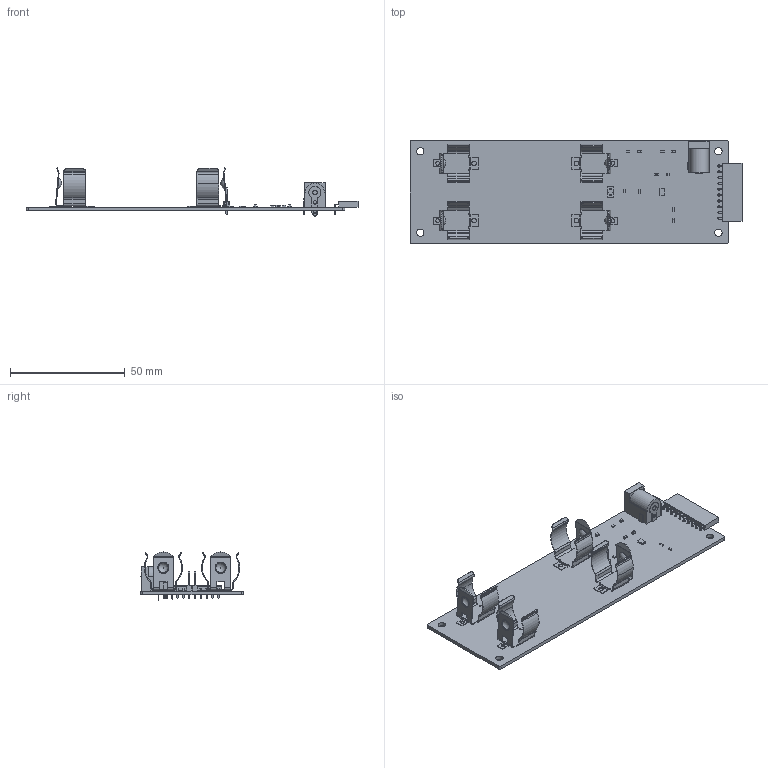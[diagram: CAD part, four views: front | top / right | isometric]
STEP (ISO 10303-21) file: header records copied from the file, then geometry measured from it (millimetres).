
FILE_DESCRIPTION(('KiCad electronic assembly'),'2;1');
FILE_NAME('newbatt.step','2024-11-01T18:06:32',('Pcbnew'),('Kicad'), 'Open CASCADE STEP processor 7.8','KiCad to STEP converter','Unknown' );
FILE_SCHEMA(('AUTOMOTIVE_DESIGN { 1 0 10303 214 1 1 1 1 }'));
Length unit declared in the file: millimetre
Products named in the file (18): newbatt 1; R_0603_1608Metric; Keystone254TR; 254TR; LED_0603_1608Metric; C_0603_1608Metric; PinSocket_1x10_P2.54mm_Horizontal; PinSocket_1x10_P254mm_Horizontal; BarrelJack_Horizontal; BQ24210; DQC0010A_ASM; PinHeader_1x02_P2.54mm_Vertical; PinHeader_1x02_P254mm_Vertical; _autosave-newbatt_PCB
Assembly tree (27 placements, depth 3):
  newbatt 1
    R_0603_1608Metric  x6
      R_0603_1608Metric
    Keystone254TR  x4
      254TR
    LED_0603_1608Metric  x2
      LED_0603_1608Metric
    C_0603_1608Metric  x2
      C_0603_1608Metric
    PinSocket_1x10_P2.54mm_Horizontal
      PinSocket_1x10_P254mm_Horizontal
    BarrelJack_Horizontal
      BarrelJack_Horizontal
    BQ24210
      DQC0010A_ASM
    PinHeader_1x02_P2.54mm_Vertical
      PinHeader_1x02_P254mm_Vertical
    _autosave-newbatt_PCB
Bounding box: 144.78 x 45 x 21.05 mm (x, y, z)
Volume: 11951.7 mm3; surface area: 20888.7 mm2
Topology: 34 solids, 34 shells, 1549 faces, 3817 edges, 2363 vertices
Faces by surface type: plane 1161, cylinder 357, torus 16, sphere 13, extrusion 2
Full cylindrical faces by diameter (mm): 0.254 x3, 1 x14, 1.5 x2, 2 x2, 3.2 x4, 6.3 x1
Entity records: 31851 total; most frequent: CARTESIAN_POINT 4778, ORIENTED_EDGE 4634, DIRECTION 4521, EDGE_CURVE 2317, VECTOR 1997, LINE 1995, VERTEX_POINT 1481, AXIS2_PLACEMENT_3D 1262
